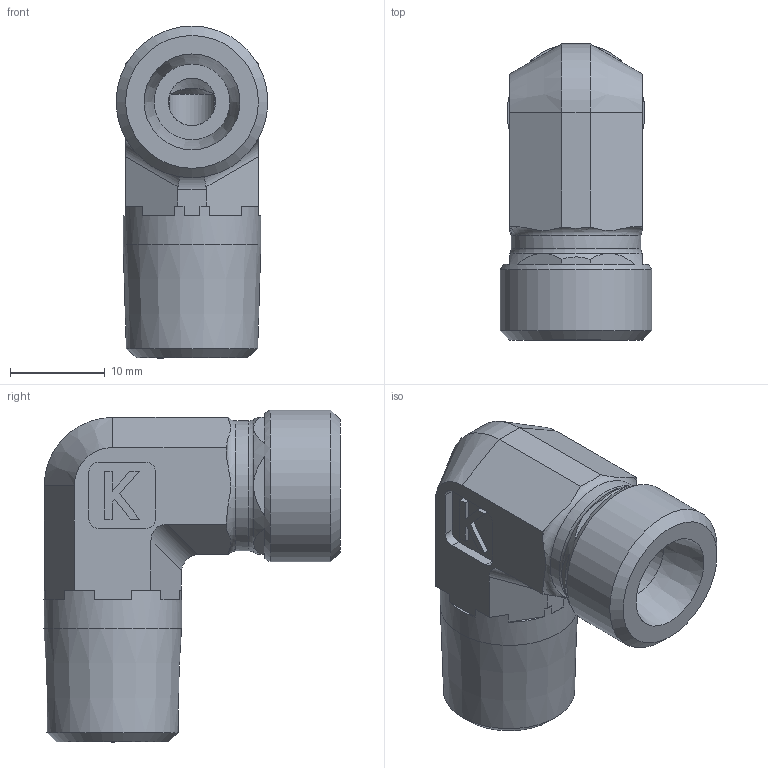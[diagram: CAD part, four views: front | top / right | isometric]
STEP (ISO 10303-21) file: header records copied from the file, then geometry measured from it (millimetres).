
FILE_DESCRIPTION((''),'2;1');
FILE_NAME('21003081416.stp','2014-08-27T10:43:27',(''),('KNOMI spol. s r. o.'),'Autodesk Inventor 2012','Autodesk Inventor 2012','');
FILE_SCHEMA(('AUTOMOTIVE_DESIGN { 1 2 10303 214 0 1 1 1 }'));
Length unit declared in the file: millimetre
Products named in the file (1): LHCM3 8SMkuž M14x1,5/M16x1
Bounding box: 16 x 31.27 x 35 mm (x, y, z)
Volume: 7137 mm3; surface area: 3520 mm2
Topology: 1 solids, 1 shells, 101 faces, 255 edges, 162 vertices
Faces by surface type: plane 67, cylinder 18, cone 14, torus 2
Full cylindrical faces by diameter (mm): 5 x2, 8 x1, 13.7 x1, 14.532 x1, 16 x1
Entity records: 2980 total; most frequent: CARTESIAN_POINT 619, DIRECTION 488, ORIENTED_EDGE 466, EDGE_CURVE 233, AXIS2_PLACEMENT_3D 174, VERTEX_POINT 155, VECTOR 140, LINE 140
